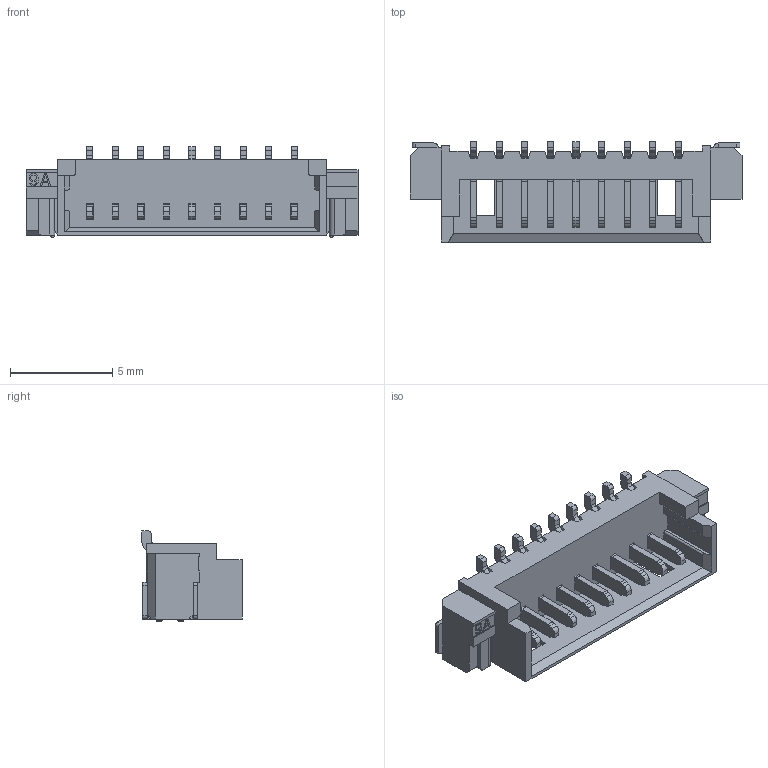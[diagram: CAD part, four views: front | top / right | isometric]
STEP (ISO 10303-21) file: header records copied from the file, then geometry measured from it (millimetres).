
FILE_DESCRIPTION((''),'2;1');
FILE_NAME('1_25-9P_3D_','2022-10-13T',('admin'),(''),'PRO/ENGINEER BY PARAMETRIC TECHNOLOGY CORPORATION, 2010280','PRO/ENGINEER BY PARAMETRIC TECHNOLOGY CORPORATION, 2010280','');
FILE_SCHEMA(('CONFIG_CONTROL_DESIGN'));
Length unit declared in the file: millimetre
Products named in the file (1): 1_25-9P_3D_
Bounding box: 16.25 x 4.9 x 4.41 mm (x, y, z)
Volume: 116.8 mm3; surface area: 476 mm2
Topology: 1 solids, 2 shells, 795 faces, 2507 edges, 1633 vertices
Faces by surface type: plane 534, cylinder 261
Entity records: 28077 total; most frequent: CARTESIAN_POINT 5351, ORIENTED_EDGE 5010, DIRECTION 4538, EDGE_CURVE 2507, VECTOR 1932, LINE 1932, VERTEX_POINT 1633, AXIS2_PLACEMENT_3D 1303
